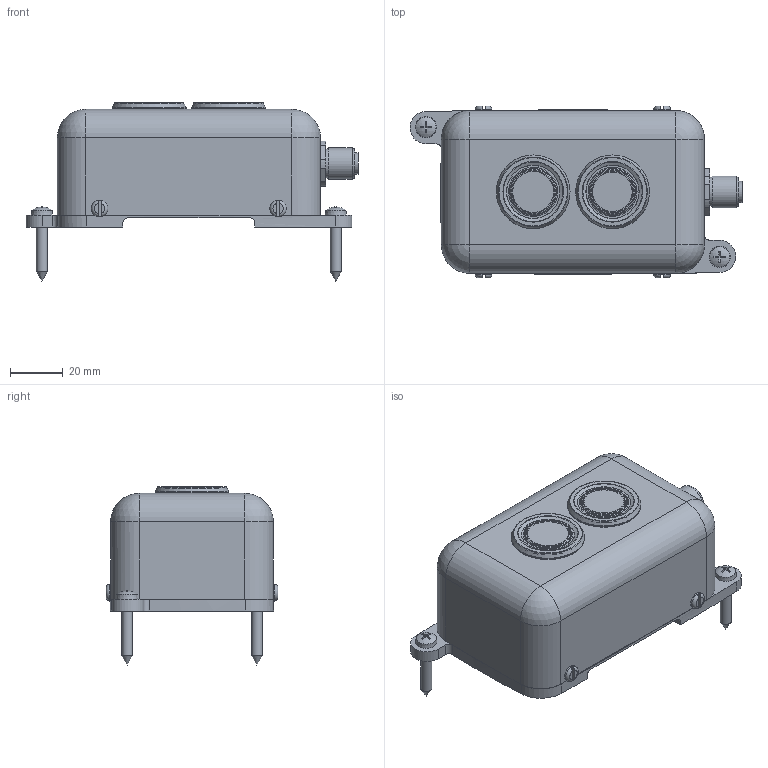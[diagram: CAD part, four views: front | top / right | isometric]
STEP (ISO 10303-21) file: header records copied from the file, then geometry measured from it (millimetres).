
FILE_DESCRIPTION(/* description */ (''),/* implementation_level */ '2;1');
FILE_NAME(/* name */ 'SVABB.stp',/* time_stamp */ '2020-11-10T10:37:53+01:00',/* author */ ('thagel'),/* organization */ (''),/* preprocessor_version */ 'ST-DEVELOPER v17.2',/* originating_system */ 'Autodesk Inventor 2019',/* authorisation */ '');
FILE_SCHEMA (('AUTOMOTIVE_DESIGN { 1 0 10303 214 3 1 1 }'));
Products named in the file (1): SVAB22_ipt
Bounding box: 125.53 x 64.91 x 67.48 mm (x, y, z)
Volume: 88739 mm3; surface area: 78729.7 mm2
Topology: 5 solids, 10 shells, 1638 faces, 4733 edges, 3179 vertices
Faces by surface type: plane 978, cylinder 437, cone 120, torus 78, sphere 18, bspline 7
Full cylindrical faces by diameter (mm): 1 x13, 1.3 x4, 2.2 x4, 2.4 x4, 2.85 x4, 2.9 x4, 3 x8, 3.15 x2, 3.25 x2, 3.5 x2, 4.2 x2, 4.3 x2, 4.5 x2, 6 x2, 6.223 x4, 7.37 x2, 8 x3, 9.5 x1, 9.8 x4, 11 x2, 11.5 x2, 11.8 x2, 12 x3, 12.1 x2, 13 x1, 14.376 x1, 14.7 x2, 14.95 x2, 15 x6, 16 x12
Entity records: 64290 total; most frequent: CARTESIAN_POINT 20313, ORIENTED_EDGE 9438, DIRECTION 9175, EDGE_CURVE 4719, AXIS2_PLACEMENT_3D 3304, VERTEX_POINT 3179, LINE 2567, VECTOR 2567
